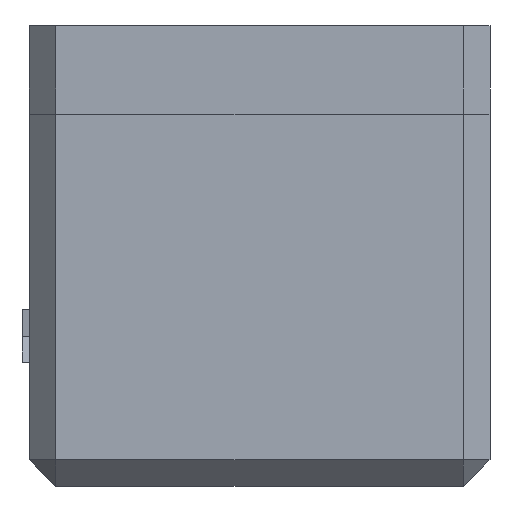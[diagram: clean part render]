
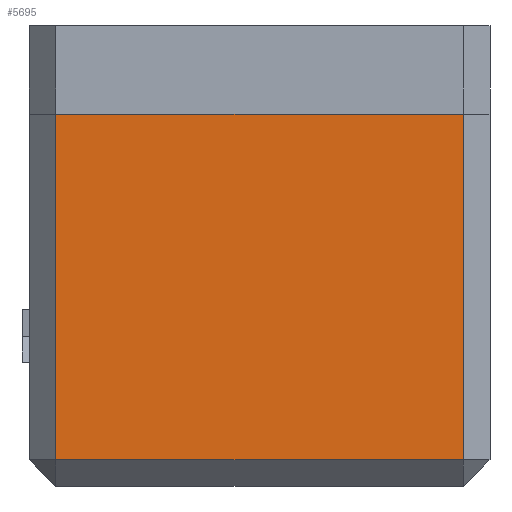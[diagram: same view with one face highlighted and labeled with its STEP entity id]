
A CAD part, front view. The second image highlights one B-rep face of the part: STEP entity #5695.
In plain terms, the highlighted planar face has unit normal (0, -1, 0).
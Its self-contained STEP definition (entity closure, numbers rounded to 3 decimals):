
#442=FACE_OUTER_BOUND('',#760,.T.);
#760=EDGE_LOOP('',(#4844,#4845,#4846,#4847));
#1432=LINE('',#8933,#2151);
#1462=LINE('',#9005,#2181);
#1464=LINE('',#9008,#2183);
#1467=LINE('',#9012,#2186);
#2151=VECTOR('',#7279,10.);
#2181=VECTOR('',#7353,10.);
#2183=VECTOR('',#7357,10.);
#2186=VECTOR('',#7362,10.);
#2702=VERTEX_POINT('',#8930);
#2703=VERTEX_POINT('',#8932);
#2715=VERTEX_POINT('',#8968);
#2718=VERTEX_POINT('',#8975);
#3434=EDGE_CURVE('',#2702,#2703,#1432,.T.);
#3472=EDGE_CURVE('',#2703,#2718,#1462,.T.);
#3474=EDGE_CURVE('',#2718,#2715,#1464,.T.);
#3477=EDGE_CURVE('',#2715,#2702,#1467,.T.);
#4844=ORIENTED_EDGE('',*,*,#3472,.F.);
#4845=ORIENTED_EDGE('',*,*,#3434,.F.);
#4846=ORIENTED_EDGE('',*,*,#3477,.F.);
#4847=ORIENTED_EDGE('',*,*,#3474,.F.);
#5409=PLANE('',#6068);
#5695=ADVANCED_FACE('',(#442),#5409,.T.);
#6068=AXIS2_PLACEMENT_3D('',#9047,#7412,#7413);
#7279=DIRECTION('',(1.,0.,0.));
#7353=DIRECTION('',(0.,0.,-1.));
#7357=DIRECTION('',(-1.,0.,0.));
#7362=DIRECTION('',(0.,0.,1.));
#7412=DIRECTION('center_axis',(0.,-1.,0.));
#7413=DIRECTION('ref_axis',(0.,0.,-1.));
#8930=CARTESIAN_POINT('',(-1.741,24.882,7.));
#8932=CARTESIAN_POINT('',(44.259,24.882,7.));
#8933=CARTESIAN_POINT('',(10.759,24.882,7.));
#8968=CARTESIAN_POINT('',(-1.741,24.882,-32.));
#8975=CARTESIAN_POINT('',(44.259,24.882,-32.));
#9005=CARTESIAN_POINT('',(44.259,24.882,0.));
#9008=CARTESIAN_POINT('',(10.759,24.882,-32.));
#9012=CARTESIAN_POINT('',(-1.741,24.882,0.));
#9047=CARTESIAN_POINT('Origin',(0.259,24.882,0.));
